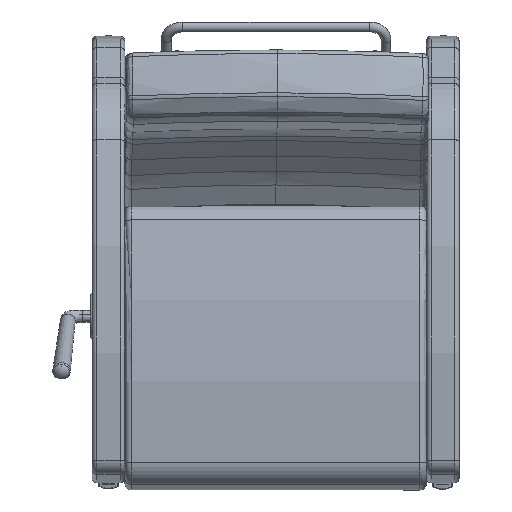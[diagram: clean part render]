
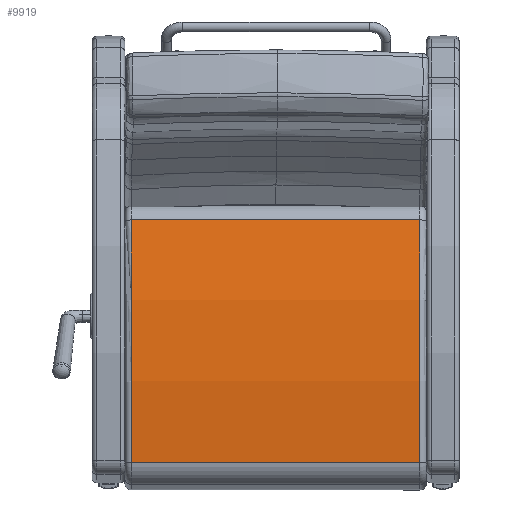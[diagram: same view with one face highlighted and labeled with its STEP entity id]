
A CAD part, front view. The second image highlights one B-rep face of the part: STEP entity #9919.
In plain terms, the highlighted cylindrical face has radius 1438.96 mm (diameter 2877.93 mm), a partial arc.
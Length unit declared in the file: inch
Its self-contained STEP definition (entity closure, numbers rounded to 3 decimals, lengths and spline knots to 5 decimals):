
#1480=FACE_OUTER_BOUND('',#2143,.T.);
#2143=EDGE_LOOP('',(#8549,#8550,#8551,#8552));
#2687=LINE('',#24623,#3182);
#2688=LINE('',#24627,#3183);
#3182=VECTOR('',#13852,0.3937);
#3183=VECTOR('',#13857,0.3937);
#3833=CIRCLE('',#11239,56.65208);
#3838=CIRCLE('',#11253,56.65208);
#4660=VERTEX_POINT('',#24543);
#4661=VERTEX_POINT('',#24564);
#4672=VERTEX_POINT('',#24622);
#4673=VERTEX_POINT('',#24626);
#5989=EDGE_CURVE('',#4660,#4661,#3833,.T.);
#6006=EDGE_CURVE('',#4661,#4672,#2687,.T.);
#6008=EDGE_CURVE('',#4660,#4673,#2688,.T.);
#6009=EDGE_CURVE('',#4672,#4673,#3838,.T.);
#8549=ORIENTED_EDGE('',*,*,#5989,.F.);
#8550=ORIENTED_EDGE('',*,*,#6008,.T.);
#8551=ORIENTED_EDGE('',*,*,#6009,.F.);
#8552=ORIENTED_EDGE('',*,*,#6006,.F.);
#9407=CYLINDRICAL_SURFACE('',#11252,56.65208);
#9919=ADVANCED_FACE('',(#1480),#9407,.T.);
#11239=AXIS2_PLACEMENT_3D('',#24565,#13819,#13820);
#11252=AXIS2_PLACEMENT_3D('',#24625,#13855,#13856);
#11253=AXIS2_PLACEMENT_3D('',#24628,#13858,#13859);
#13819=DIRECTION('center_axis',(-1.,0.,0.));
#13820=DIRECTION('ref_axis',(0.,0.999,0.053));
#13852=DIRECTION('',(1.,0.,0.));
#13855=DIRECTION('center_axis',(1.,0.,0.));
#13856=DIRECTION('ref_axis',(0.,-0.994,0.111));
#13857=DIRECTION('',(1.,0.,0.));
#13858=DIRECTION('center_axis',(1.,0.,0.));
#13859=DIRECTION('ref_axis',(0.,0.999,0.053));
#24543=CARTESIAN_POINT('',(0.5,2.48109,9.11058));
#24564=CARTESIAN_POINT('',(0.5,3.4581,-9.39684));
#24565=CARTESIAN_POINT('Origin',(0.5,-52.84177,-3.0894));
#24622=CARTESIAN_POINT('',(22.5,3.4581,-9.39684));
#24623=CARTESIAN_POINT('',(0.,3.4581,-9.39684));
#24625=CARTESIAN_POINT('Origin',(0.,-52.84177,-3.0894));
#24626=CARTESIAN_POINT('',(22.5,2.48109,9.11058));
#24627=CARTESIAN_POINT('',(0.,2.48109,9.11058));
#24628=CARTESIAN_POINT('Origin',(22.5,-52.84177,-3.0894));
